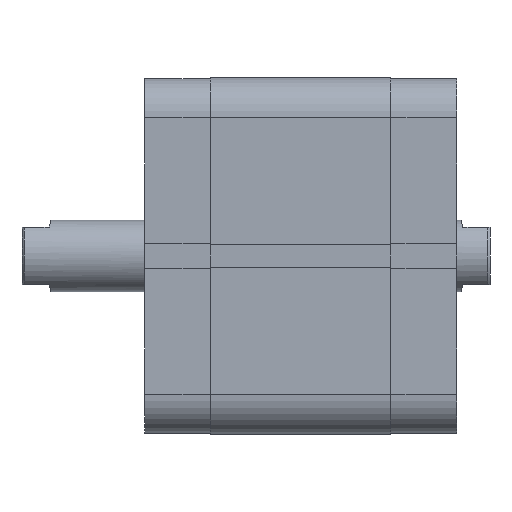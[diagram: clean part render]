
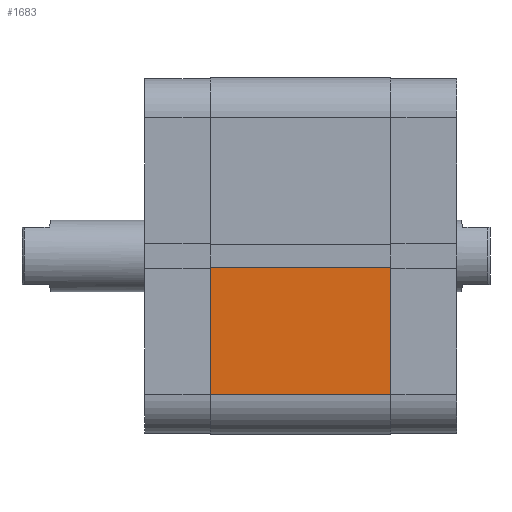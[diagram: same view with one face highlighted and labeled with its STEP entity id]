
A CAD part, front view. The second image highlights one B-rep face of the part: STEP entity #1683.
In plain terms, the highlighted planar face has unit normal (0, -1, 0).
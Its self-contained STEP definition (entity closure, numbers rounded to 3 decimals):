
#335 = EDGE_CURVE ( 'NONE', #1929, #1938, #2980, .T. ) ;
#336 = EDGE_CURVE ( 'NONE', #1929, #1925, #2982, .T. ) ;
#339 = EDGE_CURVE ( 'NONE', #1938, #1934, #2988, .T. ) ;
#340 = EDGE_CURVE ( 'NONE', #1925, #1934, #2986, .T. ) ;
#1238 = AXIS2_PLACEMENT_3D ( 'NONE', #5876, #5882, #5883 ) ;
#1683 = ADVANCED_FACE ( 'NONE', ( #5284 ), #5873, .F. ) ;
#1925 = VERTEX_POINT ( 'NONE', #6197 ) ;
#1929 = VERTEX_POINT ( 'NONE', #6201 ) ;
#1934 = VERTEX_POINT ( 'NONE', #6206 ) ;
#1938 = VERTEX_POINT ( 'NONE', #6210 ) ;
#2123 = EDGE_LOOP ( 'NONE', ( #2277, #2276, #2275, #2274 ) ) ;
#2274 = ORIENTED_EDGE ( 'NONE', *, *, #336, .T. ) ;
#2275 = ORIENTED_EDGE ( 'NONE', *, *, #335, .F. ) ;
#2276 = ORIENTED_EDGE ( 'NONE', *, *, #339, .F. ) ;
#2277 = ORIENTED_EDGE ( 'NONE', *, *, #340, .T. ) ;
#2980 = LINE ( 'NONE', #6934, #2981 ) ;
#2981 = VECTOR ( 'NONE', #6979, 1000. ) ;
#2982 = LINE ( 'NONE', #6978, #2983 ) ;
#2983 = VECTOR ( 'NONE', #6837, 1000. ) ;
#2986 = LINE ( 'NONE', #7057, #2990 ) ;
#2988 = LINE ( 'NONE', #7078, #2989 ) ;
#2989 = VECTOR ( 'NONE', #6910, 1000. ) ;
#2990 = VECTOR ( 'NONE', #6949, 1000. ) ;
#5284 = FACE_OUTER_BOUND ( 'NONE', #2123, .T. ) ;
#5873 = PLANE ( 'NONE',  #1238 ) ;
#5876 = CARTESIAN_POINT ( 'NONE',  ( 0., -40., 40.5 ) ) ;
#5882 = DIRECTION ( 'NONE',  ( 0., 1., 0. ) ) ;
#5883 = DIRECTION ( 'NONE',  ( 0., 0., 1. ) ) ;
#6197 = CARTESIAN_POINT ( 'NONE',  ( -31., -40., 0. ) ) ;
#6201 = CARTESIAN_POINT ( 'NONE',  ( -31., -40., 40.5 ) ) ;
#6206 = CARTESIAN_POINT ( 'NONE',  ( -2.6, -40., 0. ) ) ;
#6210 = CARTESIAN_POINT ( 'NONE',  ( -2.6, -40., 40.5 ) ) ;
#6837 = DIRECTION ( 'NONE',  ( 0., 0., -1. ) ) ;
#6910 = DIRECTION ( 'NONE',  ( 0., 0., -1. ) ) ;
#6934 = CARTESIAN_POINT ( 'NONE',  ( 0., -40., 40.5 ) ) ;
#6949 = DIRECTION ( 'NONE',  ( 1., 0., 0. ) ) ;
#6978 = CARTESIAN_POINT ( 'NONE',  ( -31., -40., 40.5 ) ) ;
#6979 = DIRECTION ( 'NONE',  ( 1., 0., 0. ) ) ;
#7057 = CARTESIAN_POINT ( 'NONE',  ( 0., -40., 0. ) ) ;
#7078 = CARTESIAN_POINT ( 'NONE',  ( -2.6, -40., 40.5 ) ) ;
